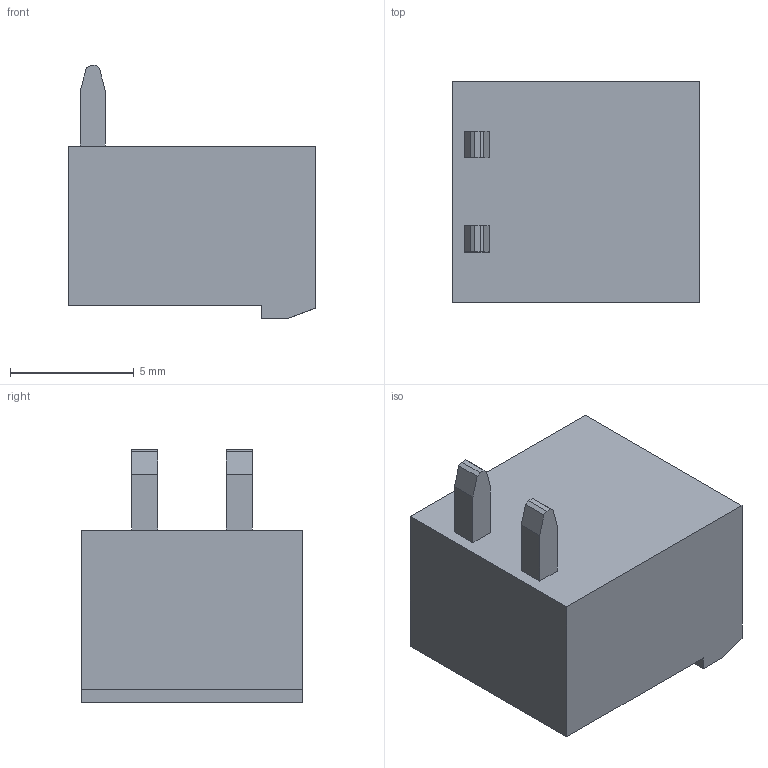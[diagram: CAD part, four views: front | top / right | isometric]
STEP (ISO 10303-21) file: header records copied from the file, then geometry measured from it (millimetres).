
FILE_DESCRIPTION (( 'STEP AP203' ), '1' );
FILE_NAME ('SOKETLI BASKILI DEVRE KLEMENSI - 3.81 MM ERKEK 90- 2LI.STEP', '2018-07-30T11:05:51', ( 'user' ), ( '' ), 'SwSTEP 2.0', 'SolidWorks 2016', '' );
FILE_SCHEMA (( 'CONFIG_CONTROL_DESIGN' ));
Length unit declared in the file: millimetre
Products named in the file (1): SOKETLI BASKILI DEVRE KLEMENSI - 3.81 MM ERKEK 90- 2LI
Bounding box: 10 x 8.94 x 10.21 mm (x, y, z)
Volume: 290.9 mm3; surface area: 795 mm2
Topology: 1 solids, 1 shells, 105 faces, 291 edges, 194 vertices
Faces by surface type: plane 97, cylinder 8
Entity records: 3382 total; most frequent: CARTESIAN_POINT 591, ORIENTED_EDGE 582, DIRECTION 523, EDGE_CURVE 291, LINE 271, VECTOR 271, VERTEX_POINT 194, AXIS2_PLACEMENT_3D 126
